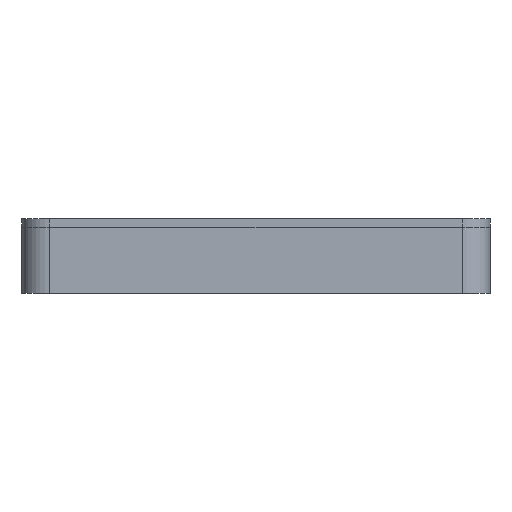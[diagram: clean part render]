
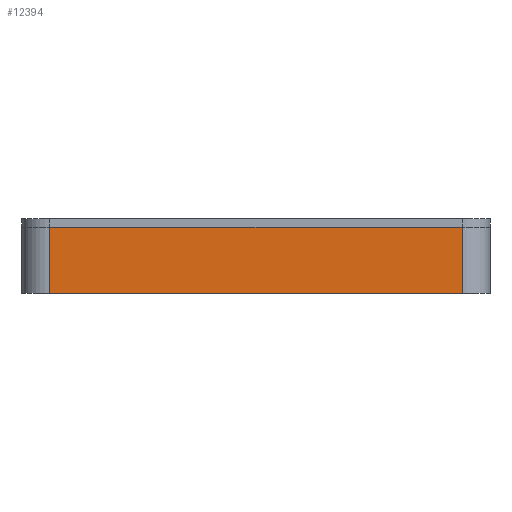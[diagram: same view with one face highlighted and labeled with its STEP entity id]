
A CAD part, front view. The second image highlights one B-rep face of the part: STEP entity #12394.
In plain terms, the highlighted planar face has unit normal (0, -1, 0).
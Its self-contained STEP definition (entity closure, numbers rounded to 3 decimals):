
#1260=PLANE('',#13059);
#1896=FACE_OUTER_BOUND('',#2734,.T.);
#2734=EDGE_LOOP('',(#11544,#11545,#11546,#11547));
#3746=LINE('',#23268,#4776);
#3765=LINE('',#23351,#4795);
#3772=LINE('',#23373,#4802);
#3774=LINE('',#23376,#4804);
#4776=VECTOR('',#15196,10.);
#4795=VECTOR('',#15283,10.);
#4802=VECTOR('',#15306,10.);
#4804=VECTOR('',#15310,10.);
#6216=VERTEX_POINT('',#23265);
#6217=VERTEX_POINT('',#23267);
#6246=VERTEX_POINT('',#23348);
#6247=VERTEX_POINT('',#23350);
#7982=EDGE_CURVE('',#6216,#6217,#3746,.T.);
#8018=EDGE_CURVE('',#6246,#6247,#3765,.T.);
#8030=EDGE_CURVE('',#6247,#6216,#3772,.T.);
#8032=EDGE_CURVE('',#6217,#6246,#3774,.T.);
#11544=ORIENTED_EDGE('',*,*,#8030,.F.);
#11545=ORIENTED_EDGE('',*,*,#8018,.F.);
#11546=ORIENTED_EDGE('',*,*,#8032,.F.);
#11547=ORIENTED_EDGE('',*,*,#7982,.F.);
#12394=ADVANCED_FACE('',(#1896),#1260,.T.);
#13059=AXIS2_PLACEMENT_3D('',#23375,#15308,#15309);
#15196=DIRECTION('',(-1.,0.,0.));
#15283=DIRECTION('',(1.,0.,0.));
#15306=DIRECTION('',(0.,0.,-1.));
#15308=DIRECTION('center_axis',(0.,-1.,0.));
#15309=DIRECTION('ref_axis',(1.,0.,0.));
#15310=DIRECTION('',(0.,0.,1.));
#23265=CARTESIAN_POINT('',(37.5,-51.,0.));
#23267=CARTESIAN_POINT('',(-37.5,-51.,0.));
#23268=CARTESIAN_POINT('',(42.5,-51.,0.));
#23348=CARTESIAN_POINT('',(-37.5,-51.,11.99));
#23350=CARTESIAN_POINT('',(37.5,-51.,11.99));
#23351=CARTESIAN_POINT('',(42.5,-51.,11.99));
#23373=CARTESIAN_POINT('',(37.5,-51.,0.));
#23375=CARTESIAN_POINT('Origin',(-42.5,-51.,0.));
#23376=CARTESIAN_POINT('',(-37.5,-51.,0.));
